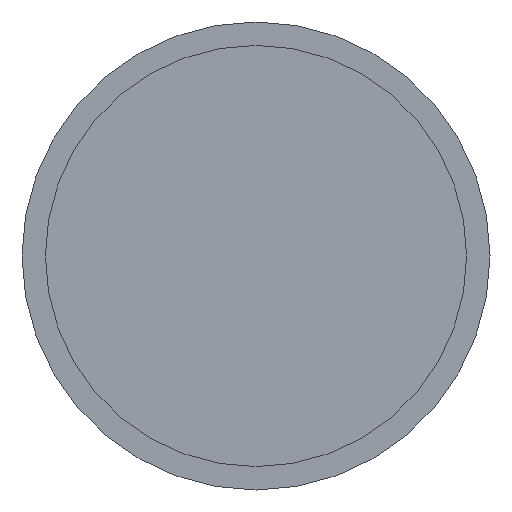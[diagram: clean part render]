
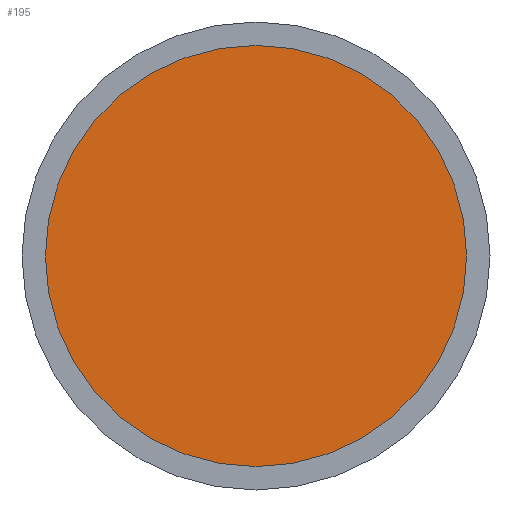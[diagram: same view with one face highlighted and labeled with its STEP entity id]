
A CAD part, front view. The second image highlights one B-rep face of the part: STEP entity #195.
In plain terms, the highlighted planar face has unit normal (0, -1, 0).
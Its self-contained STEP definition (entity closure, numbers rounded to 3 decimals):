
#3 = VERTEX_POINT ( 'NONE', #264 ) ;
#29 = CARTESIAN_POINT ( 'NONE',  ( 0., -0.1, 0. ) ) ;
#44 = DIRECTION ( 'NONE',  ( 0., 0., -1. ) ) ;
#54 = DIRECTION ( 'NONE',  ( 0., 0., -1. ) ) ;
#73 = AXIS2_PLACEMENT_3D ( 'NONE', #29, #153, #54 ) ;
#74 = DIRECTION ( 'NONE',  ( 0., -1., 0. ) ) ;
#92 = CARTESIAN_POINT ( 'NONE',  ( 0., -0.1, -4.5 ) ) ;
#106 = CIRCLE ( 'NONE', #211, 4.5 ) ;
#110 = VERTEX_POINT ( 'NONE', #92 ) ;
#112 = DIRECTION ( 'NONE',  ( 0., -1., 0. ) ) ;
#127 = EDGE_CURVE ( 'NONE', #110, #3, #106, .T. ) ;
#132 = FACE_OUTER_BOUND ( 'NONE', #138, .T. ) ;
#134 = PLANE ( 'NONE',  #73 ) ;
#138 = EDGE_LOOP ( 'NONE', ( #194, #240 ) ) ;
#141 = AXIS2_PLACEMENT_3D ( 'NONE', #189, #74, #214 ) ;
#146 = CARTESIAN_POINT ( 'NONE',  ( 0., -0.1, 0. ) ) ;
#153 = DIRECTION ( 'NONE',  ( 0., -1., 0. ) ) ;
#170 = CIRCLE ( 'NONE', #141, 4.5 ) ;
#189 = CARTESIAN_POINT ( 'NONE',  ( 0., -0.1, 0. ) ) ;
#194 = ORIENTED_EDGE ( 'NONE', *, *, #262, .T. ) ;
#195 = ADVANCED_FACE ( 'NONE', ( #132 ), #134, .T. ) ;
#211 = AXIS2_PLACEMENT_3D ( 'NONE', #146, #112, #44 ) ;
#214 = DIRECTION ( 'NONE',  ( 0., 0., -1. ) ) ;
#240 = ORIENTED_EDGE ( 'NONE', *, *, #127, .T. ) ;
#262 = EDGE_CURVE ( 'NONE', #3, #110, #170, .T. ) ;
#264 = CARTESIAN_POINT ( 'NONE',  ( 0., -0.1, 4.5 ) ) ;
